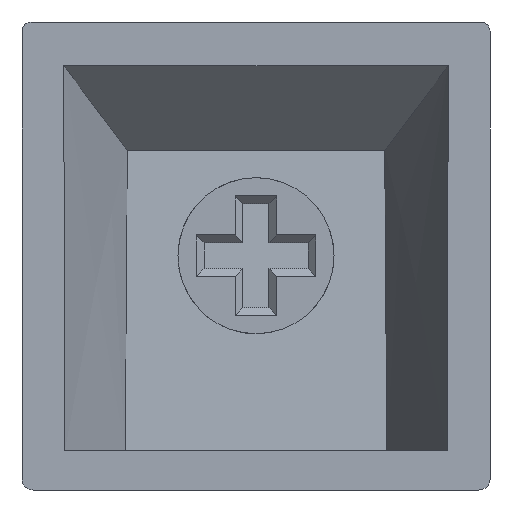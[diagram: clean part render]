
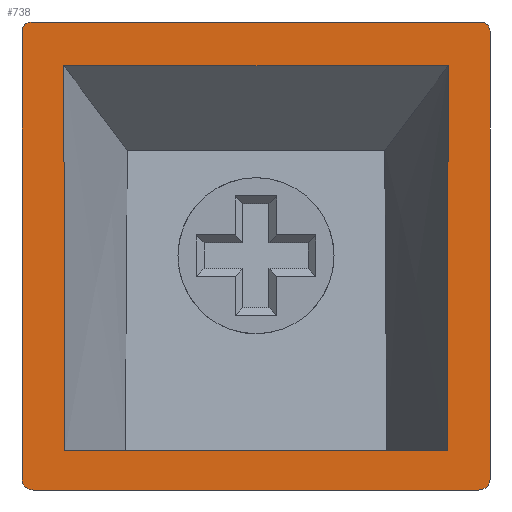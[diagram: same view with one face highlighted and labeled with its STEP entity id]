
A CAD part, front view. The second image highlights one B-rep face of the part: STEP entity #738.
In plain terms, the highlighted planar face has unit normal (0, -1, 0).
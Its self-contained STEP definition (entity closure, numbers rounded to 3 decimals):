
#738=ADVANCED_FACE('',(#739,#829),#873,.T.);
#739=FACE_BOUND('',#740,.T.);
#740=EDGE_LOOP('',(#741,#751,#765,#773,#787,#795,#809,#817));
#741=ORIENTED_EDGE('',*,*,#742,.T.);
#742=EDGE_CURVE('',#743,#745,#747,.F.);
#743=VERTEX_POINT('',#744);
#744=CARTESIAN_POINT('',(0.443,0.0,-18.0));
#745=VERTEX_POINT('',#746);
#746=CARTESIAN_POINT('',(17.557,0.0,-18.0));
#747=LINE('',#748,#749);
#748=CARTESIAN_POINT('',(0.0,0.0,-18.0));
#749=VECTOR('',#750,1.0);
#750=DIRECTION('',(-1.0,0.0,0.0));
#751=ORIENTED_EDGE('',*,*,#752,.T.);
#752=EDGE_CURVE('',#745,#753,#755,.T.);
#753=VERTEX_POINT('',#754);
#754=CARTESIAN_POINT('',(18.0,0.0,-17.6));
#755=B_SPLINE_CURVE_WITH_KNOTS('',2,(#756,#757,#758,#759,#760,#761,#762,#763,#764),.UNSPECIFIED.,.F.,.U.,(3,2,2,2,3),(0.0,0.25,0.5,0.75,1.0),.PIECEWISE_BEZIER_KNOTS.);
#756=CARTESIAN_POINT('',(17.557,0.0,-18.0));
#757=CARTESIAN_POINT('',(17.64,0.0,-18.0));
#758=CARTESIAN_POINT('',(17.719,0.0,-17.972));
#759=CARTESIAN_POINT('',(17.798,0.0,-17.945));
#760=CARTESIAN_POINT('',(17.862,0.0,-17.891));
#761=CARTESIAN_POINT('',(17.926,0.0,-17.836));
#762=CARTESIAN_POINT('',(17.963,0.0,-17.761));
#763=CARTESIAN_POINT('',(18.,0.0,-17.685));
#764=CARTESIAN_POINT('',(18.,0.0,-17.6));
#765=ORIENTED_EDGE('',*,*,#766,.T.);
#766=EDGE_CURVE('',#753,#767,#769,.F.);
#767=VERTEX_POINT('',#768);
#768=CARTESIAN_POINT('',(18.0,0.0,-0.378));
#769=LINE('',#770,#771);
#770=CARTESIAN_POINT('',(18.0,0.0,0.0));
#771=VECTOR('',#772,1.0);
#772=DIRECTION('',(0.,0.0,-1.0));
#773=ORIENTED_EDGE('',*,*,#774,.T.);
#774=EDGE_CURVE('',#767,#775,#777,.T.);
#775=VERTEX_POINT('',#776);
#776=CARTESIAN_POINT('',(17.64,0.0,0.0));
#777=B_SPLINE_CURVE_WITH_KNOTS('',2,(#778,#779,#780,#781,#782,#783,#784,#785,#786),.UNSPECIFIED.,.F.,.U.,(3,2,2,2,3),(0.0,0.25,0.5,0.75,1.0),.PIECEWISE_BEZIER_KNOTS.);
#778=CARTESIAN_POINT('',(18.,0.0,-0.378));
#779=CARTESIAN_POINT('',(18.,0.0,-0.303));
#780=CARTESIAN_POINT('',(17.976,0.0,-0.235));
#781=CARTESIAN_POINT('',(17.952,0.0,-0.166));
#782=CARTESIAN_POINT('',(17.902,0.0,-0.111));
#783=CARTESIAN_POINT('',(17.853,0.0,-0.058));
#784=CARTESIAN_POINT('',(17.783,0.0,-0.028));
#785=CARTESIAN_POINT('',(17.717,0.0,0.));
#786=CARTESIAN_POINT('',(17.64,0.0,0.));
#787=ORIENTED_EDGE('',*,*,#788,.T.);
#788=EDGE_CURVE('',#775,#789,#791,.F.);
#789=VERTEX_POINT('',#790);
#790=CARTESIAN_POINT('',(0.36,0.0,0.0));
#791=LINE('',#792,#793);
#792=CARTESIAN_POINT('',(0.0,0.0,0.0));
#793=VECTOR('',#794,1.0);
#794=DIRECTION('',(1.0,0.0,0.0));
#795=ORIENTED_EDGE('',*,*,#796,.T.);
#796=EDGE_CURVE('',#789,#797,#799,.T.);
#797=VERTEX_POINT('',#798);
#798=CARTESIAN_POINT('',(0.0,0.0,-0.378));
#799=B_SPLINE_CURVE_WITH_KNOTS('',2,(#800,#801,#802,#803,#804,#805,#806,#807,#808),.UNSPECIFIED.,.F.,.U.,(3,2,2,2,3),(0.0,0.25,0.5,0.75,1.0),.PIECEWISE_BEZIER_KNOTS.);
#800=CARTESIAN_POINT('',(0.36,0.0,0.));
#801=CARTESIAN_POINT('',(0.285,0.0,0.));
#802=CARTESIAN_POINT('',(0.217,0.0,-0.028));
#803=CARTESIAN_POINT('',(0.15,0.0,-0.055));
#804=CARTESIAN_POINT('',(0.099,0.0,-0.111));
#805=CARTESIAN_POINT('',(0.05,0.0,-0.162));
#806=CARTESIAN_POINT('',(0.024,0.0,-0.235));
#807=CARTESIAN_POINT('',(0.,0.0,-0.301));
#808=CARTESIAN_POINT('',(0.,0.0,-0.378));
#809=ORIENTED_EDGE('',*,*,#810,.T.);
#810=EDGE_CURVE('',#797,#811,#813,.F.);
#811=VERTEX_POINT('',#812);
#812=CARTESIAN_POINT('',(0.0,0.0,-17.6));
#813=LINE('',#814,#815);
#814=CARTESIAN_POINT('',(0.0,0.0,0.0));
#815=VECTOR('',#816,1.0);
#816=DIRECTION('',(0.0,0.0,1.0));
#817=ORIENTED_EDGE('',*,*,#818,.T.);
#818=EDGE_CURVE('',#811,#743,#819,.T.);
#819=B_SPLINE_CURVE_WITH_KNOTS('',2,(#820,#821,#822,#823,#824,#825,#826,#827,#828),.UNSPECIFIED.,.F.,.U.,(3,2,2,2,3),(0.0,0.25,0.5,0.75,1.0),.PIECEWISE_BEZIER_KNOTS.);
#820=CARTESIAN_POINT('',(0.,0.0,-17.6));
#821=CARTESIAN_POINT('',(0.,0.0,-17.683));
#822=CARTESIAN_POINT('',(0.037,0.0,-17.76));
#823=CARTESIAN_POINT('',(0.072,0.0,-17.833));
#824=CARTESIAN_POINT('',(0.138,0.0,-17.89));
#825=CARTESIAN_POINT('',(0.198,0.0,-17.943));
#826=CARTESIAN_POINT('',(0.28,0.0,-17.972));
#827=CARTESIAN_POINT('',(0.358,0.0,-18.0));
#828=CARTESIAN_POINT('',(0.443,0.0,-18.0));
#829=FACE_BOUND('',#830,.T.);
#830=EDGE_LOOP('',(#831,#841,#854,#862));
#831=ORIENTED_EDGE('',*,*,#832,.T.);
#832=EDGE_CURVE('',#833,#835,#837,.T.);
#833=VERTEX_POINT('',#834);
#834=CARTESIAN_POINT('',(16.353,0.,-16.5));
#835=VERTEX_POINT('',#836);
#836=CARTESIAN_POINT('',(1.647,0.,-16.5));
#837=LINE('',#838,#839);
#838=CARTESIAN_POINT('',(0.0,0.0,-16.5));
#839=VECTOR('',#840,1.0);
#840=DIRECTION('',(-1.0,0.0,0.0));
#841=ORIENTED_EDGE('',*,*,#842,.T.);
#842=EDGE_CURVE('',#835,#843,#845,.T.);
#843=VERTEX_POINT('',#844);
#844=CARTESIAN_POINT('',(1.605,0.,-1.684));
#845=B_SPLINE_CURVE_WITH_KNOTS('',3,(#846,#847,#848,#849,#850,#851,#852,#853),.UNSPECIFIED.,.F.,.U.,(4,2,2,4),(0.0,4.788,9.802,14.816),.UNSPECIFIED.);
#846=CARTESIAN_POINT('',(1.647,0.,-16.5));
#847=CARTESIAN_POINT('',(1.641,0.,-14.904));
#848=CARTESIAN_POINT('',(1.636,0.,-13.308));
#849=CARTESIAN_POINT('',(1.626,0.,-10.041));
#850=CARTESIAN_POINT('',(1.621,0.0,-8.37));
#851=CARTESIAN_POINT('',(1.613,0.0,-5.027));
#852=CARTESIAN_POINT('',(1.609,0.,-3.355));
#853=CARTESIAN_POINT('',(1.605,0.,-1.684));
#854=ORIENTED_EDGE('',*,*,#855,.T.);
#855=EDGE_CURVE('',#843,#856,#858,.T.);
#856=VERTEX_POINT('',#857);
#857=CARTESIAN_POINT('',(16.395,0.,-1.684));
#858=LINE('',#859,#860);
#859=CARTESIAN_POINT('',(0.0,0.0,-1.684));
#860=VECTOR('',#861,1.0);
#861=DIRECTION('',(1.0,0.0,0.0));
#862=ORIENTED_EDGE('',*,*,#863,.T.);
#863=EDGE_CURVE('',#856,#833,#864,.T.);
#864=B_SPLINE_CURVE_WITH_KNOTS('',3,(#865,#866,#867,#868,#869,#870,#871,#872),.UNSPECIFIED.,.F.,.U.,(4,2,2,4),(0.0,4.786,9.801,14.816),.UNSPECIFIED.);
#865=CARTESIAN_POINT('',(16.395,0.,-1.684));
#866=CARTESIAN_POINT('',(16.392,0.,-3.279));
#867=CARTESIAN_POINT('',(16.388,0.,-4.874));
#868=CARTESIAN_POINT('',(16.38,0.,-8.141));
#869=CARTESIAN_POINT('',(16.375,0.,-9.813));
#870=CARTESIAN_POINT('',(16.365,0.,-13.157));
#871=CARTESIAN_POINT('',(16.359,0.,-14.828));
#872=CARTESIAN_POINT('',(16.353,0.,-16.5));
#873=PLANE('',#874);
#874=AXIS2_PLACEMENT_3D('',#875,#876,#877);
#875=CARTESIAN_POINT('',(0.0,0.0,0.0));
#876=DIRECTION('',(0.0,-1.0,0.0));
#877=DIRECTION('',(0.0,0.0,-1.0));
